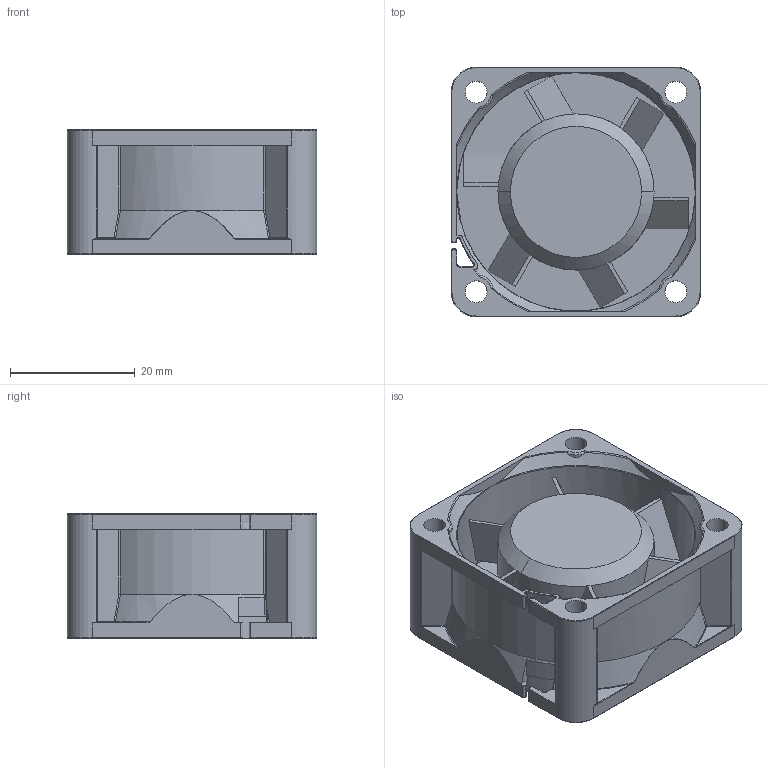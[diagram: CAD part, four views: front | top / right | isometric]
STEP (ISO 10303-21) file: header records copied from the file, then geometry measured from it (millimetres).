
FILE_DESCRIPTION((''),'2;1');
FILE_NAME('THA0412_ASM','2013-10-24T',('dingguo.xu'),(''),'PRO/ENGINEER BY PARAMETRIC TECHNOLOGY CORPORATION, 2012480','PRO/ENGINEER BY PARAMETRIC TECHNOLOGY CORPORATION, 2012480','');
FILE_SCHEMA(('CONFIG_CONTROL_DESIGN'));
Length unit declared in the file: millimetre
Products named in the file (3): FRAME; PRT0001; THA0412_ASM
Assembly tree (2 placements, depth 2):
  THA0412_ASM
    FRAME
    PRT0001
Bounding box: 40 x 40 x 20 mm (x, y, z)
Volume: 17601.5 mm3; surface area: 12890.2 mm2
Topology: 2 solids, 2 shells, 366 faces, 1092 edges, 698 vertices
Faces by surface type: cylinder 128, plane 103, bspline 57, torus 46, cone 26, sphere 6
Entity records: 16984 total; most frequent: CARTESIAN_POINT 7613, ORIENTED_EDGE 2134, DIRECTION 1765, EDGE_CURVE 1067, VERTEX_POINT 698, AXIS2_PLACEMENT_3D 687, VECTOR 391, LINE 391
